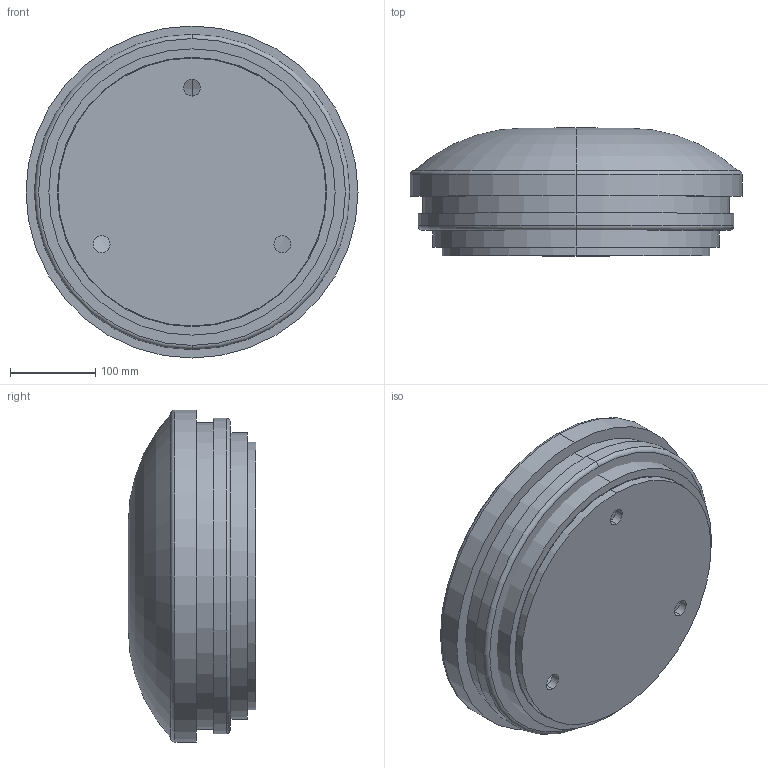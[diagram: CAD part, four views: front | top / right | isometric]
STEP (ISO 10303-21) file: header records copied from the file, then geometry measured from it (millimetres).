
FILE_DESCRIPTION (( 'STEP AP214' ), '1' );
FILE_NAME ('CD 218 HF MS new.STEP', '2018-07-14T09:15:43', ( '' ), ( '' ), 'SwSTEP 2.0', 'SolidWorks 2013', '' );
FILE_SCHEMA (( 'AUTOMOTIVE_DESIGN' ));
Length unit declared in the file: millimetre
Products named in the file (1): CD 218 HF MS new
Bounding box: 390 x 150 x 390 mm (x, y, z)
Volume: 3577433.1 mm3; surface area: 743481.1 mm2
Topology: 5 solids, 5 shells, 44 faces, 90 edges, 58 vertices
Faces by surface type: cylinder 24, plane 12, torus 8
Entity records: 1330 total; most frequent: DIRECTION 246, CARTESIAN_POINT 193, ORIENTED_EDGE 180, AXIS2_PLACEMENT_3D 111, EDGE_CURVE 90, CIRCLE 66, EDGE_LOOP 58, VERTEX_POINT 58
